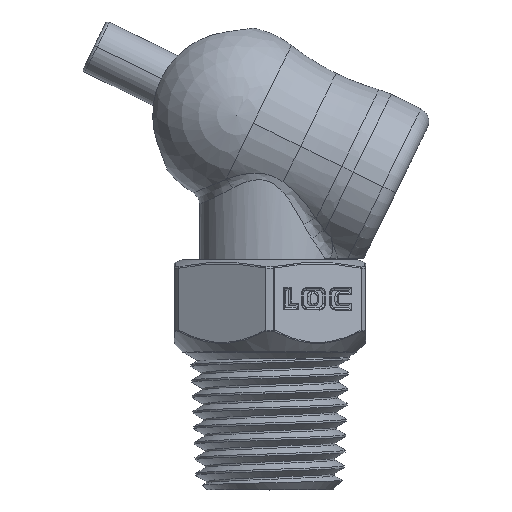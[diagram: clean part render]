
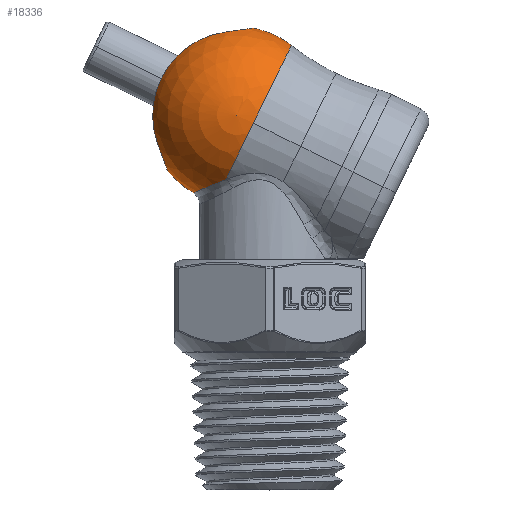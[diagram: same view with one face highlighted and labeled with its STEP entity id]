
A CAD part, top view. The second image highlights one B-rep face of the part: STEP entity #18336.
In plain terms, the highlighted spherical face has radius 7.828 mm.
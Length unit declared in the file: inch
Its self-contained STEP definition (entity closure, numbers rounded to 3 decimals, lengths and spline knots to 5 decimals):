
#540 = CARTESIAN_POINT ( 'NONE',  ( 0.00564, -0.00108, 0. ) ) ;
#541 = DIRECTION ( 'NONE',  ( 0., 0., 1. ) ) ;
#542 = DIRECTION ( 'NONE',  ( 1., 0., 0. ) ) ;
#723 = CARTESIAN_POINT ( 'NONE',  ( 0.00564, -0.00108, 0. ) ) ;
#724 = DIRECTION ( 'NONE',  ( 0., 0., -1. ) ) ;
#725 = DIRECTION ( 'NONE',  ( 0., 1., 0. ) ) ;
#2052 = AXIS2_PLACEMENT_3D ( 'NONE', #5337, #5339, #5342 ) ;
#2195 = AXIS2_PLACEMENT_3D ( 'NONE', #540, #541, #542 ) ;
#2214 = AXIS2_PLACEMENT_3D ( 'NONE', #723, #724, #725 ) ;
#4878 = ORIENTED_EDGE ( 'NONE', *, *, #19149, .F. ) ;
#4879 = ORIENTED_EDGE ( 'NONE', *, *, #7546, .T. ) ;
#4880 = ORIENTED_EDGE ( 'NONE', *, *, #14378, .T. ) ;
#4881 = ORIENTED_EDGE ( 'NONE', *, *, #14382, .T. ) ;
#4882 = ORIENTED_EDGE ( 'NONE', *, *, #19113, .T. ) ;
#4883 = ORIENTED_EDGE ( 'NONE', *, *, #7551, .T. ) ;
#4884 = ORIENTED_EDGE ( 'NONE', *, *, #7553, .F. ) ;
#4885 = ORIENTED_EDGE ( 'NONE', *, *, #7557, .T. ) ;
#4907 = VERTEX_POINT ( 'NONE', #17867 ) ;
#4919 = VERTEX_POINT ( 'NONE', #17855 ) ;
#4968 = VERTEX_POINT ( 'NONE', #17803 ) ;
#4969 = VERTEX_POINT ( 'NONE', #17802 ) ;
#4999 = VERTEX_POINT ( 'NONE', #14152 ) ;
#5006 = VERTEX_POINT ( 'NONE', #14213 ) ;
#5072 = VERTEX_POINT ( 'NONE', #14134 ) ;
#5337 = CARTESIAN_POINT ( 'NONE',  ( 0.00564, -0.00108, 0. ) ) ;
#5339 = DIRECTION ( 'NONE',  ( 0., 0., -1. ) ) ;
#5342 = DIRECTION ( 'NONE',  ( 0., 1., 0. ) ) ;
#6959 = CIRCLE ( 'NONE', #2195, 0.30818 ) ;
#6985 = CIRCLE ( 'NONE', #2214, 0.30818 ) ;
#7546 = EDGE_CURVE ( 'NONE', #8024, #4999, #10080, .T. ) ;
#7551 = EDGE_CURVE ( 'NONE', #4907, #5006, #10328, .T. ) ;
#7553 = EDGE_CURVE ( 'NONE', #5072, #5006, #10330, .T. ) ;
#7557 = EDGE_CURVE ( 'NONE', #5072, #4919, #10327, .T. ) ;
#7941 = CARTESIAN_POINT ( 'NONE',  ( -0.01263, -0.30871, 0. ) ) ;
#8024 = VERTEX_POINT ( 'NONE', #7941 ) ;
#9738 = EDGE_LOOP ( 'NONE', ( #4878, #4879, #4880, #4881, #4882, #4883, #4884, #4885 ) ) ;
#10080 = B_SPLINE_CURVE_WITH_KNOTS ( 'NONE', 3,
 ( #17407, #17399, #17393, #17392, #17391, #17390, #17389, #17387, #17385, #18957, #18953, #18956, #18954, #18955 ),
 .UNSPECIFIED., .F., .F.,
 ( 4, 2, 2, 2, 2, 2, 4 ),
 ( 0.00647, 0.00808, 0.00889, 0.0097, 0.01131, 0.01212, 0.01293 ),
 .UNSPECIFIED. ) ;
#10327 = CIRCLE ( 'NONE', #18551, 0.09834 ) ;
#10328 = CIRCLE ( 'NONE', #18549, 0.09834 ) ;
#10330 = CIRCLE ( 'NONE', #18550, 0.29207 ) ;
#12384 = FACE_OUTER_BOUND ( 'NONE', #9738, .T. ) ;
#12387 = SPHERICAL_SURFACE ( 'NONE', #2052, 0.30818 ) ;
#14134 = CARTESIAN_POINT ( 'NONE',  ( -0.19725, -0.21117, 0.09834 ) ) ;
#14152 = CARTESIAN_POINT ( 'NONE',  ( 0.06977, -0.21652, 0.21082 ) ) ;
#14213 = CARTESIAN_POINT ( 'NONE',  ( -0.15769, 0.24106, 0.09834 ) ) ;
#14378 = EDGE_CURVE ( 'NONE', #4999, #4969, #14630, .T. ) ;
#14382 = EDGE_CURVE ( 'NONE', #4969, #4968, #14634, .T. ) ;
#14415 = DIRECTION ( 'NONE',  ( 0.719, -0.695, 0. ) ) ;
#14417 = DIRECTION ( 'NONE',  ( 0.695, 0.719, 0. ) ) ;
#14419 = CARTESIAN_POINT ( 'NONE',  ( -0.19725, -0.21117, 0. ) ) ;
#14630 = CIRCLE ( 'NONE', #18807, 0.30143 ) ;
#14634 = CIRCLE ( 'NONE', #18811, 0.30143 ) ;
#15520 = CARTESIAN_POINT ( 'NONE',  ( 0.06977, -0.00108, 0. ) ) ;
#15521 = DIRECTION ( 'NONE',  ( -1., 0., 0. ) ) ;
#15522 = DIRECTION ( 'NONE',  ( 0., 0., 1. ) ) ;
#15532 = CARTESIAN_POINT ( 'NONE',  ( 0.06977, -0.00108, 0. ) ) ;
#15533 = DIRECTION ( 'NONE',  ( -1., 0., 0. ) ) ;
#15534 = DIRECTION ( 'NONE',  ( 0., 0., 1. ) ) ;
#17385 = CARTESIAN_POINT ( 'NONE',  ( 0.02676, -0.26626, 0.15702 ) ) ;
#17387 = CARTESIAN_POINT ( 'NONE',  ( 0.01771, -0.2762, 0.13996 ) ) ;
#17389 = CARTESIAN_POINT ( 'NONE',  ( 0.00669, -0.28815, 0.11258 ) ) ;
#17390 = CARTESIAN_POINT ( 'NONE',  ( 0.00341, -0.29168, 0.10312 ) ) ;
#17391 = CARTESIAN_POINT ( 'NONE',  ( -0.00232, -0.2978, 0.08353 ) ) ;
#17392 = CARTESIAN_POINT ( 'NONE',  ( -0.00478, -0.30041, 0.07333 ) ) ;
#17393 = CARTESIAN_POINT ( 'NONE',  ( -0.01064, -0.30662, 0.04251 ) ) ;
#17399 = CARTESIAN_POINT ( 'NONE',  ( -0.01263, -0.30871, 0.02149 ) ) ;
#17407 = CARTESIAN_POINT ( 'NONE',  ( -0.01263, -0.30871, 0. ) ) ;
#17802 = CARTESIAN_POINT ( 'NONE',  ( 0.06977, -0.00108, 0.30143 ) ) ;
#17803 = CARTESIAN_POINT ( 'NONE',  ( 0.06977, 0.30036, 0. ) ) ;
#17855 = CARTESIAN_POINT ( 'NONE',  ( -0.12651, -0.27949, 0. ) ) ;
#17867 = CARTESIAN_POINT ( 'NONE',  ( -0.07615, 0.29605, 0. ) ) ;
#18336 = ADVANCED_FACE ( 'NONE', ( #12384 ), #12387, .T. ) ;
#18549 = AXIS2_PLACEMENT_3D ( 'NONE', #18958, #18950, #18949 ) ;
#18550 = AXIS2_PLACEMENT_3D ( 'NONE', #18947, #18948, #18951 ) ;
#18551 = AXIS2_PLACEMENT_3D ( 'NONE', #14419, #14417, #14415 ) ;
#18807 = AXIS2_PLACEMENT_3D ( 'NONE', #15520, #15521, #15522 ) ;
#18811 = AXIS2_PLACEMENT_3D ( 'NONE', #15532, #15533, #15534 ) ;
#18947 = CARTESIAN_POINT ( 'NONE',  ( 0.00564, -0.00108, 0.09834 ) ) ;
#18948 = DIRECTION ( 'NONE',  ( 0., 0., -1. ) ) ;
#18949 = DIRECTION ( 'NONE',  ( 0.829, 0.559, 0. ) ) ;
#18950 = DIRECTION ( 'NONE',  ( 0.559, -0.829, 0. ) ) ;
#18951 = DIRECTION ( 'NONE',  ( 1., 0., 0. ) ) ;
#18953 = CARTESIAN_POINT ( 'NONE',  ( 0.04707, -0.24325, 0.18634 ) ) ;
#18954 = CARTESIAN_POINT ( 'NONE',  ( 0.06387, -0.22363, 0.20535 ) ) ;
#18955 = CARTESIAN_POINT ( 'NONE',  ( 0.06977, -0.21652, 0.21082 ) ) ;
#18956 = CARTESIAN_POINT ( 'NONE',  ( 0.05809, -0.23044, 0.19932 ) ) ;
#18957 = CARTESIAN_POINT ( 'NONE',  ( 0.04179, -0.24928, 0.17937 ) ) ;
#18958 = CARTESIAN_POINT ( 'NONE',  ( -0.15769, 0.24106, 0. ) ) ;
#19113 = EDGE_CURVE ( 'NONE', #4968, #4907, #6959, .T. ) ;
#19149 = EDGE_CURVE ( 'NONE', #8024, #4919, #6985, .T. ) ;
